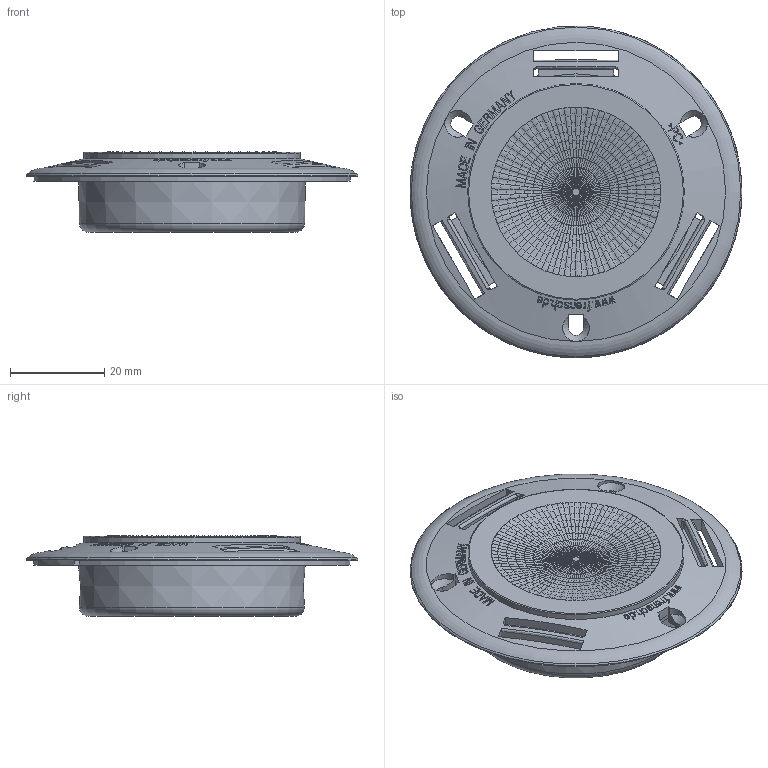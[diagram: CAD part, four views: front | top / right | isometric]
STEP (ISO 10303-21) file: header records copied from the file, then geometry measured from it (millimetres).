
FILE_DESCRIPTION(/* description */ ('Unknown'),/* implementation_level */ '2;1');
FILE_NAME(/* name */ 'F-19_mini_Baugruppe_ohne_Dekorring',/* time_stamp */ '2023-11-10T09:28:02+01:00',/* author */ ('Unknown'),/* organization */ ('Unknown'),/* preprocessor_version */ 'ST-DEVELOPER v16.7',/* originating_system */ 'Solid Edge',/* authorisation */ 'Unknown');
FILE_SCHEMA (('AUTOMOTIVE_DESIGN {1 0 10303 214 3 1 1}'));
Length unit declared in the file: millimetre
Products named in the file (3): F-19_mini_Baugruppe_ohne_Dekorring; FINAL-QQ; 20140828_F-19_Mini_K黨lk鰎per_Biegeteil
Assembly tree (2 placements, depth 2):
  F-19_mini_Baugruppe_ohne_Dekorring
    FINAL-QQ
    20140828_F-19_Mini_K黨lk鰎per_Biegeteil
Bounding box: 70.5 x 70.45 x 17.11 mm (x, y, z)
Volume: 19766.6 mm3; surface area: 20362 mm2
Topology: 2 solids, 2 shells, 1723 faces, 4283 edges, 2610 vertices
Faces by surface type: bspline 819, plane 689, cylinder 144, cone 53, torus 18
Full cylindrical faces by diameter (mm): 46 x1, 70.502 x1
Entity records: 78964 total; most frequent: CARTESIAN_POINT 46166, ORIENTED_EDGE 8490, EDGE_CURVE 4245, DIRECTION 3937, VERTEX_POINT 2597, B_SPLINE_CURVE_WITH_KNOTS 2230, FACE_BOUND 1814, EDGE_LOOP 1813
